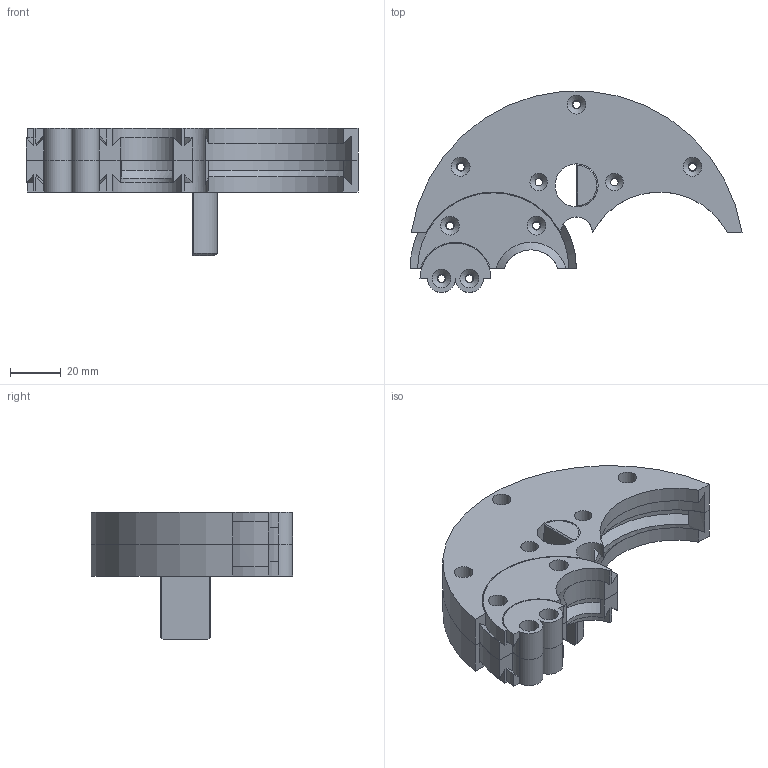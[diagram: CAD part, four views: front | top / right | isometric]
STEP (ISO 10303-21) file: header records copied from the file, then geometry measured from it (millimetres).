
FILE_DESCRIPTION(/* description */ ('STEP AP214'),/* implementation_level */ '2;1');
FILE_NAME(/* name */ '610e6a1d2776a4006504e8ab',/* time_stamp */ '2021-08-07T11:10:22+00:00',/* author */ (''),/* organization */ (''),/* preprocessor_version */ 'ST-DEVELOPER v18.1',/* originating_system */ ' ',/* authorisation */ ' ');
FILE_SCHEMA (('AUTOMOTIVE_DESIGN {1 0 10303 214 3 1 1}'));
Length unit declared in the file: metre
Products named in the file (7): Peg; FractalsmalljawTop; FractalMidjawTop; FractalMainjawTop; FractalsmalljawBottom; FractalMidjawBottom; FractalMainjawBottom
Bounding box: 130.45 x 79.01 x 50 mm (x, y, z)
Volume: 131782.6 mm3; surface area: 47617.6 mm2
Topology: 7 solids, 7 shells, 146 faces, 383 edges, 251 vertices
Faces by surface type: cylinder 64, plane 48, cone 30, bspline 4
Full cylindrical faces by diameter (mm): 2.9 x11, 3.4 x7, 6.9 x2, 7.4 x7
Entity records: 4528 total; most frequent: CARTESIAN_POINT 855, DIRECTION 743, ORIENTED_EDGE 660, EDGE_CURVE 330, AXIS2_PLACEMENT_3D 296, VERTEX_POINT 236, EDGE_LOOP 224, FACE_BOUND 224
